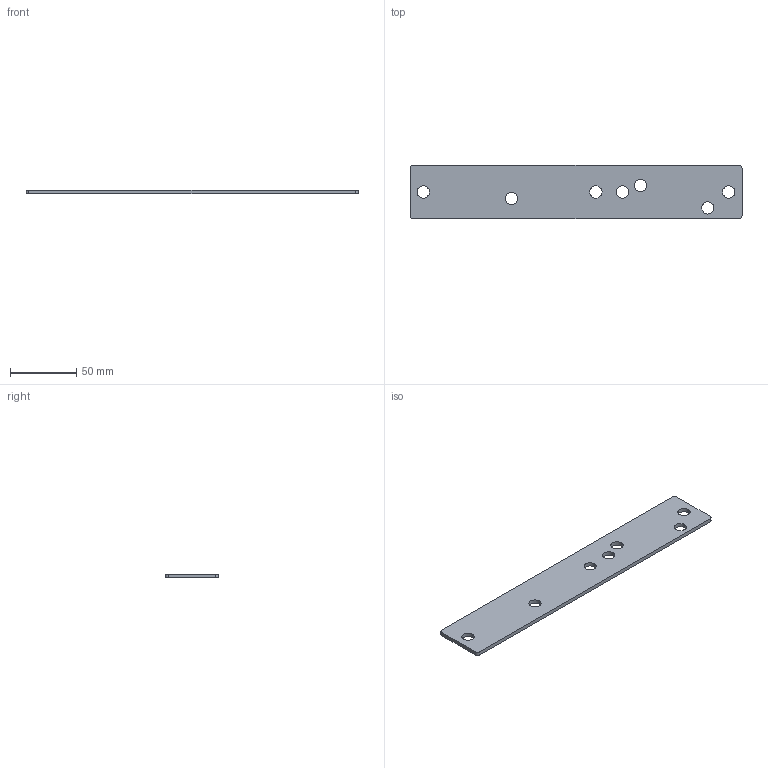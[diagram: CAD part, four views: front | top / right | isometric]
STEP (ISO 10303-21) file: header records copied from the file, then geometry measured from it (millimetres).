
FILE_DESCRIPTION (( 'STEP AP214' ), '1' );
FILE_NAME ('SNS.40.PL.07.Òîðöåâàÿ ïëàñòèíà 60 ãðàäóñîâ 250 ìì.STEP', '2018-11-01T12:14:49', ( '' ), ( '' ), 'SwSTEP 2.0', 'SolidWorks 2018', '' );
FILE_SCHEMA (( 'AUTOMOTIVE_DESIGN' ));
Length unit declared in the file: millimetre
Products named in the file (2): SNS.40.PL.07.Òîðöåâàÿ ïëàñòèíà 60 ãðàäóñîâ 250 ìì
Bounding box: 250 x 40 x 3 mm (x, y, z)
Volume: 28593.7 mm3; surface area: 21399.1 mm2
Topology: 1 solids, 1 shells, 24 faces, 66 edges, 44 vertices
Faces by surface type: cylinder 18, plane 6
Entity records: 863 total; most frequent: DIRECTION 154, CARTESIAN_POINT 136, ORIENTED_EDGE 132, EDGE_CURVE 66, AXIS2_PLACEMENT_3D 62, VERTEX_POINT 44, EDGE_LOOP 38, CIRCLE 36
